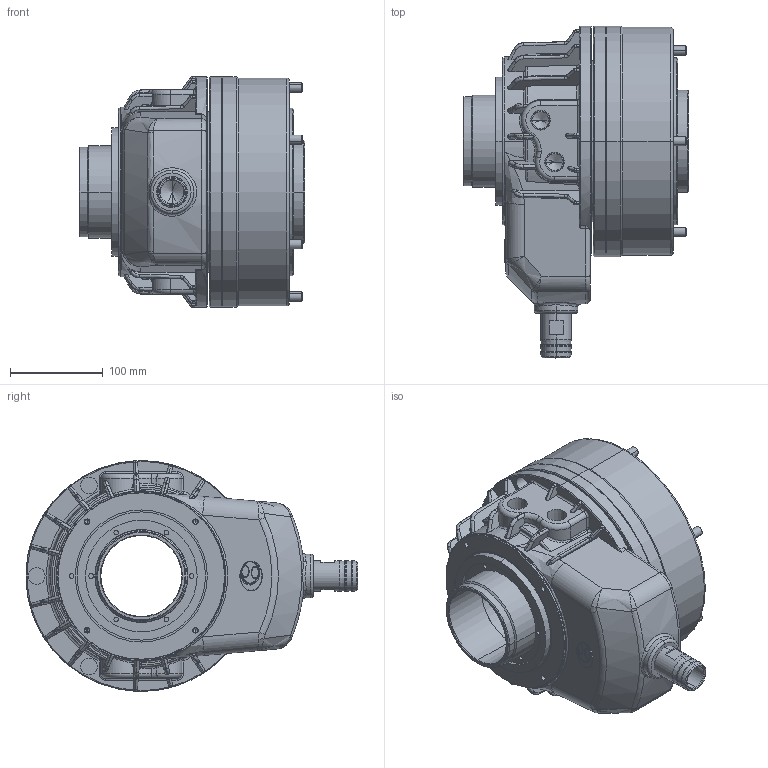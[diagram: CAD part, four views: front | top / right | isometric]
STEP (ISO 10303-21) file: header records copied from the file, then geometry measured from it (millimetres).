
FILE_DESCRIPTION (( 'STEP AP203' ), '1' );
FILE_NAME ('CF-TK-A1287.STEP', '2020-08-26T02:33:32', ( '' ), ( '' ), 'SwSTEP 2.0', 'SolidWorks 2016', '' );
FILE_SCHEMA (( 'CONFIG_CONTROL_DESIGN' ));
Length unit declared in the file: millimetre
Products named in the file (9): CF-TK-A1287; CF-TK-1291-罩殼; CF-TK-A1291-閥軸; CF-TK-A1291-缸體; CF-TK-A1287-活塞; 圓頭內六角螺栓_M10x90; CF-TK-1291-後柵環; CT-S08-08000; O-RING_G90
Assembly tree (13 placements, depth 2):
  CF-TK-A1287
    CF-TK-1291-罩殼
    CF-TK-A1291-閥軸
    CF-TK-A1291-缸體
    CF-TK-A1287-活塞
    圓頭內六角螺栓_M10x90  x6
    CF-TK-1291-後柵環
    CT-S08-08000
    O-RING_G90
Bounding box: 243 x 357 x 248 mm (x, y, z)
Volume: 7408013.8 mm3; surface area: 847182.4 mm2
Topology: 14 solids, 15 shells, 1191 faces, 2903 edges, 1755 vertices
Faces by surface type: cylinder 371, plane 265, cone 228, bspline 200, torus 123, sphere 4
Entity records: 45435 total; most frequent: CARTESIAN_POINT 21045, ORIENTED_EDGE 5102, DIRECTION 4569, EDGE_CURVE 2551, AXIS2_PLACEMENT_3D 1953, VERTEX_POINT 1590, EDGE_LOOP 1233, CIRCLE 1071
